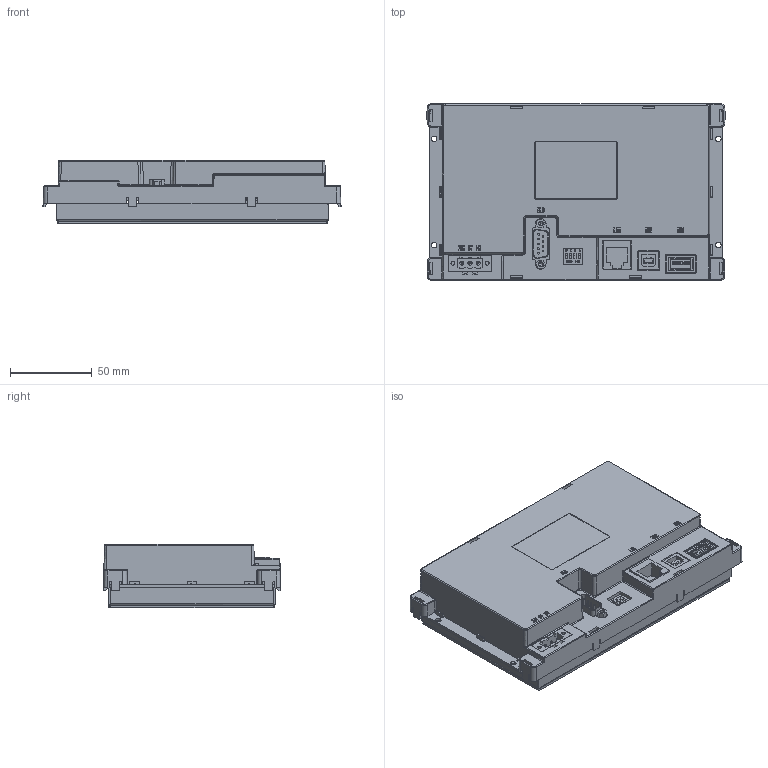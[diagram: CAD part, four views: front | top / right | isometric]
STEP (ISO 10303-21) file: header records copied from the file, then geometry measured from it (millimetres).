
FILE_DESCRIPTION(/* description */ (''),/* implementation_level */ '2;1');
FILE_NAME(/* name */ '七寸裸~2',/* time_stamp */ '2022-12-08T10:26:44+08:00',/* author */ (''),/* organization */ (''),/* preprocessor_version */ 'ST-DEVELOPER v16.5',/* originating_system */ '',/* authorisation */ '');
FILE_SCHEMA (('AUTOMOTIVE_DESIGN'));
Length unit declared in the file: millimetre
Products named in the file (7): Document; RJ45口-7寸; USB-A口（7寸）; USB-B口（7寸）; 拨码-4位; DB9; 插拔式接线端子B-3位
Assembly tree (6 placements, depth 2):
  Document
    RJ45口-7寸
    USB-A口（7寸）
    USB-B口（7寸）
    拨码-4位
    DB9
    插拔式接线端子B-3位
Bounding box: 182.85 x 108.57 x 39 mm (x, y, z)
Volume: 9436.3 mm3; surface area: 140160.2 mm2
Topology: 6 solids, 33 shells, 1580 faces, 4378 edges, 2873 vertices
Faces by surface type: plane 1008, bspline 572
Entity records: 53309 total; most frequent: CARTESIAN_POINT 25822, ORIENTED_EDGE 8148, EDGE_CURVE 4360, B_SPLINE_CURVE_WITH_KNOTS 3498, VERTEX_POINT 2873, EDGE_LOOP 1730, ADVANCED_FACE 1580, FACE_OUTER_BOUND 1580
